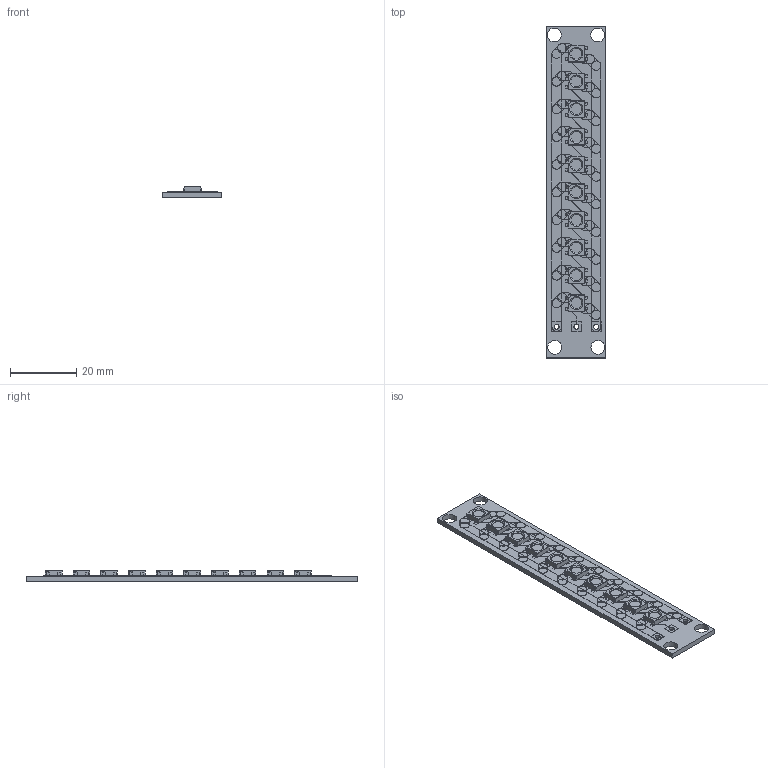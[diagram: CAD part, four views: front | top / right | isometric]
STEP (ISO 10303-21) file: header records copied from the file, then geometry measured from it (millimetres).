
FILE_DESCRIPTION(('KiCad electronic assembly'),'2;1');
FILE_NAME('LED panel.step','2025-07-25T22:00:30',('Pcbnew'),('Kicad'), 'Open CASCADE STEP processor 7.8','KiCad to STEP converter','Unknown' );
FILE_SCHEMA(('AUTOMOTIVE_DESIGN { 1 0 10303 214 1 1 1 1 }'));
Length unit declared in the file: millimetre
Products named in the file (133): LED panel 1; LED_WS2812B_PLCC4_5.0x5.0mm_P3.2mm; LED_WS2812B_PLCC4_50x50mm_P32mm; LED panel_track_1; LED panel_track_2; LED panel_track_3; LED panel_track_4; LED panel_track_5; LED panel_track_6; LED panel_track_7; LED panel_track_8; LED panel_track_9; LED panel_track_10; LED panel_track_11; LED panel_track_12; LED panel_track_13; LED panel_track_14; LED panel_track_15; LED panel_track_16; LED panel_track_17; LED panel_track_18; LED panel_track_19; LED panel_track_20; LED panel_track_21; LED panel_track_22; LED panel_track_23; LED panel_track_24; LED panel_track_25; LED panel_track_26; LED panel_track_27; LED panel_track_28; LED panel_track_29; LED panel_track_30; LED panel_track_31; LED panel_track_32; LED panel_track_33; LED panel_track_34; LED panel_track_35; LED panel_track_36; LED panel_track_37 ...
Assembly tree (141 placements, depth 3):
  LED panel 1
    LED_WS2812B_PLCC4_5.0x5.0mm_P3.2mm  x10
      LED_WS2812B_PLCC4_50x50mm_P32mm
    LED panel_track_1
    LED panel_track_2
    LED panel_track_3
    LED panel_track_4
    LED panel_track_5
    LED panel_track_6
    LED panel_track_7
    LED panel_track_8
    LED panel_track_9
    LED panel_track_10
    LED panel_track_11
    LED panel_track_12
    LED panel_track_13
    LED panel_track_14
    LED panel_track_15
    LED panel_track_16
    LED panel_track_17
    LED panel_track_18
    LED panel_track_19
    LED panel_track_20
    LED panel_track_21
    LED panel_track_22
    LED panel_track_23
    LED panel_track_24
    LED panel_track_25
    LED panel_track_26
    LED panel_track_27
    LED panel_track_28
    LED panel_track_29
    LED panel_track_30
    LED panel_track_31
    LED panel_track_32
    LED panel_track_33
    LED panel_track_34
    LED panel_track_35
    LED panel_track_36
    LED panel_track_37
    LED panel_track_38
    LED panel_track_39
    LED panel_track_40
    LED panel_track_41
    LED panel_track_42
    LED panel_track_43
    LED panel_track_44
    LED panel_track_45
    LED panel_track_46
    LED panel_track_47
    LED panel_track_48
    LED panel_track_49
    LED panel_track_50
    LED panel_track_51
    LED panel_track_52
    LED panel_track_53
    LED panel_track_54
    LED panel_track_55
    LED panel_track_56
    LED panel_track_57
Bounding box: 18 x 99.88 x 3.29 mm (x, y, z)
Volume: 3163.1 mm3; surface area: 7301.6 mm2
Topology: 140 solids, 140 shells, 2109 faces, 5517 edges, 3658 vertices
Faces by surface type: plane 1698, cylinder 401, cone 10
Full cylindrical faces by diameter (mm): 1.45 x11, 1.5 x6, 3.333 x10, 4.2 x4
Entity records: 47604 total; most frequent: CARTESIAN_POINT 7817, ORIENTED_EDGE 7416, DIRECTION 7388, EDGE_CURVE 3708, LINE 3306, VECTOR 3306, VERTEX_POINT 2470, AXIS2_PLACEMENT_3D 2041
